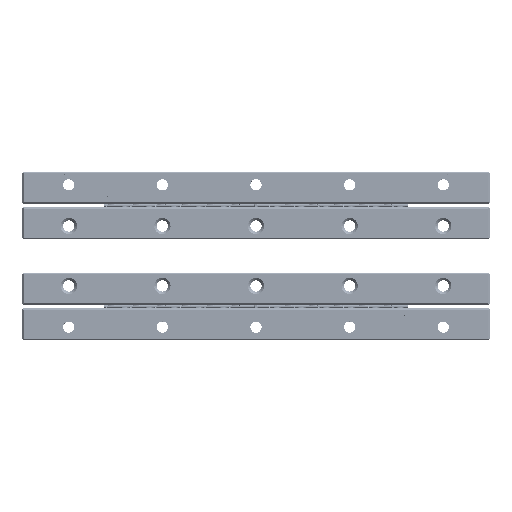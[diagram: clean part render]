
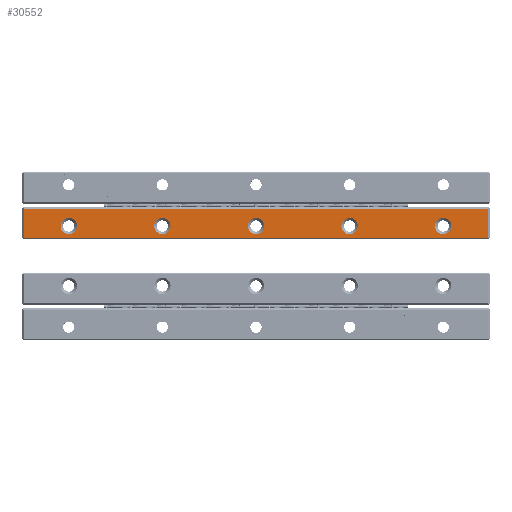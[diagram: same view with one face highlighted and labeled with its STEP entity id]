
A CAD part, top view. The second image highlights one B-rep face of the part: STEP entity #30552.
In plain terms, the highlighted planar face has unit normal (0, 0, 1).
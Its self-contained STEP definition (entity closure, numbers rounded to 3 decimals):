
#4514=LINE('',#137043,#11914);
#4515=LINE('',#137046,#11915);
#4516=LINE('',#137048,#11916);
#4517=LINE('',#137050,#11917);
#11914=VECTOR('',#109579,1.);
#11915=VECTOR('',#109580,1.);
#11916=VECTOR('',#109581,1.);
#11917=VECTOR('',#109582,1.);
#27828=FACE_BOUND('',#41839,.T.);
#27829=FACE_BOUND('',#41840,.T.);
#27830=FACE_BOUND('',#41841,.T.);
#27831=FACE_BOUND('',#41842,.T.);
#27832=FACE_BOUND('',#41843,.T.);
#27833=FACE_BOUND('',#41844,.T.);
#30552=ADVANCED_FACE('',(#27828,#27829,#27830,#27831,#27832,#27833),#33504,
 .T.);
#33504=PLANE('',#94836);
#41839=EDGE_LOOP('',(#56282));
#41840=EDGE_LOOP('',(#56283));
#41841=EDGE_LOOP('',(#56284));
#41842=EDGE_LOOP('',(#56285));
#41843=EDGE_LOOP('',(#56286));
#41844=EDGE_LOOP('',(#56287,#56288,#56289,#56290));
#56282=ORIENTED_EDGE('',*,*,#81530,.T.);
#56283=ORIENTED_EDGE('',*,*,#81531,.T.);
#56284=ORIENTED_EDGE('',*,*,#81532,.T.);
#56285=ORIENTED_EDGE('',*,*,#81533,.T.);
#56286=ORIENTED_EDGE('',*,*,#81534,.T.);
#56287=ORIENTED_EDGE('',*,*,#81535,.T.);
#56288=ORIENTED_EDGE('',*,*,#81536,.T.);
#56289=ORIENTED_EDGE('',*,*,#81537,.T.);
#56290=ORIENTED_EDGE('',*,*,#81538,.T.);
#71774=VERTEX_POINT('',#137034);
#71775=VERTEX_POINT('',#137036);
#71776=VERTEX_POINT('',#137038);
#71777=VERTEX_POINT('',#137040);
#71778=VERTEX_POINT('',#137042);
#71779=VERTEX_POINT('',#137044);
#71780=VERTEX_POINT('',#137045);
#71781=VERTEX_POINT('',#137047);
#71782=VERTEX_POINT('',#137049);
#81530=EDGE_CURVE('',#71774,#71774,#89690,.T.);
#81531=EDGE_CURVE('',#71775,#71775,#89691,.T.);
#81532=EDGE_CURVE('',#71776,#71776,#89692,.T.);
#81533=EDGE_CURVE('',#71777,#71777,#89693,.T.);
#81534=EDGE_CURVE('',#71778,#71778,#89694,.T.);
#81535=EDGE_CURVE('',#71779,#71780,#4514,.T.);
#81536=EDGE_CURVE('',#71780,#71781,#4515,.T.);
#81537=EDGE_CURVE('',#71781,#71782,#4516,.T.);
#81538=EDGE_CURVE('',#71782,#71779,#4517,.T.);
#89690=CIRCLE('',#94831,2.175);
#89691=CIRCLE('',#94832,2.175);
#89692=CIRCLE('',#94833,2.175);
#89693=CIRCLE('',#94834,2.175);
#89694=CIRCLE('',#94835,2.175);
#94831=AXIS2_PLACEMENT_3D('',#137033,#109569,#109570);
#94832=AXIS2_PLACEMENT_3D('',#137035,#109571,#109572);
#94833=AXIS2_PLACEMENT_3D('',#137037,#109573,#109574);
#94834=AXIS2_PLACEMENT_3D('',#137039,#109575,#109576);
#94835=AXIS2_PLACEMENT_3D('',#137041,#109577,#109578);
#94836=AXIS2_PLACEMENT_3D('',#137051,#109583,#109584);
#109569=DIRECTION('',(0.,0.,-1.));
#109570=DIRECTION('',(-1.,0.,0.));
#109571=DIRECTION('',(0.,0.,-1.));
#109572=DIRECTION('',(-1.,0.,0.));
#109573=DIRECTION('',(0.,0.,-1.));
#109574=DIRECTION('',(-1.,0.,0.));
#109575=DIRECTION('',(0.,0.,-1.));
#109576=DIRECTION('',(-1.,0.,0.));
#109577=DIRECTION('',(0.,0.,-1.));
#109578=DIRECTION('',(-1.,0.,0.));
#109579=DIRECTION('',(1.,0.,0.));
#109580=DIRECTION('',(0.,1.,0.));
#109581=DIRECTION('',(-1.,0.,0.));
#109582=DIRECTION('',(0.,-1.,0.));
#109583=DIRECTION('',(0.,0.,1.));
#109584=DIRECTION('',(-1.,0.,0.));
#137033=CARTESIAN_POINT('',(12.5,30.5,8.));
#137034=CARTESIAN_POINT('',(10.325,30.5,8.));
#137035=CARTESIAN_POINT('',(37.5,30.5,8.));
#137036=CARTESIAN_POINT('',(35.325,30.5,8.));
#137037=CARTESIAN_POINT('',(62.5,30.5,8.));
#137038=CARTESIAN_POINT('',(60.325,30.5,8.));
#137039=CARTESIAN_POINT('',(87.5,30.5,8.));
#137040=CARTESIAN_POINT('',(85.325,30.5,8.));
#137041=CARTESIAN_POINT('',(112.5,30.5,8.));
#137042=CARTESIAN_POINT('',(110.325,30.5,8.));
#137043=CARTESIAN_POINT('',(62.5,27.425,8.));
#137044=CARTESIAN_POINT('',(0.425,27.425,8.));
#137045=CARTESIAN_POINT('',(124.575,27.425,8.));
#137046=CARTESIAN_POINT('',(124.575,31.3,8.));
#137047=CARTESIAN_POINT('',(124.575,35.175,8.));
#137048=CARTESIAN_POINT('',(62.5,35.175,8.));
#137049=CARTESIAN_POINT('',(0.425,35.175,8.));
#137050=CARTESIAN_POINT('',(0.425,31.3,8.));
#137051=CARTESIAN_POINT('',(62.5,31.3,8.));
